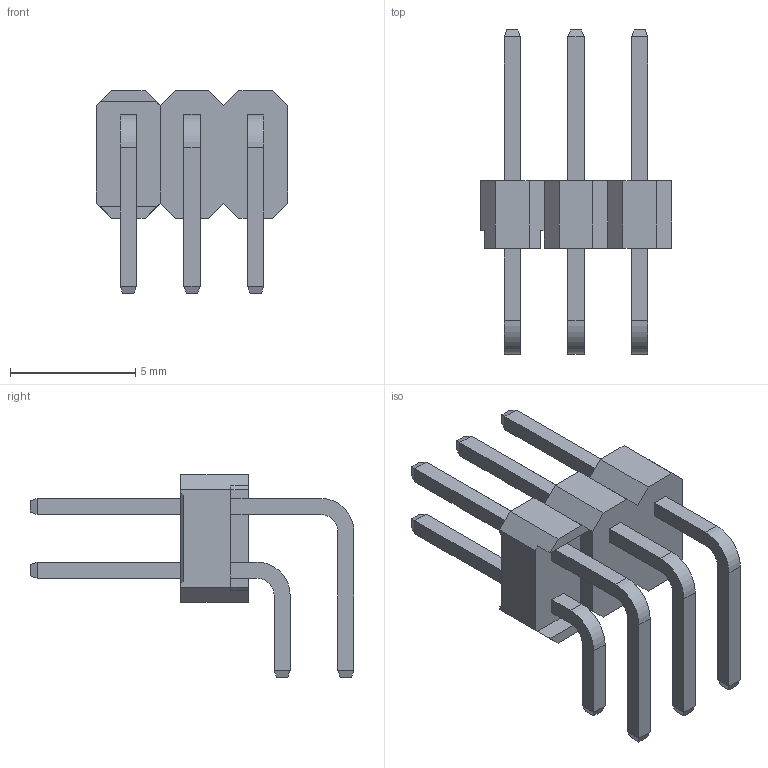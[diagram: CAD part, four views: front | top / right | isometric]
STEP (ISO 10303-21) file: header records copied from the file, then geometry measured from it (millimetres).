
FILE_DESCRIPTION(('STEP AP214'), '1');
FILE_NAME('DS1022 (PLD-RD CONNFLY)', '2019-01-13T18:20:53', ('Chugay'), (''), 'ASCON STEP Converter 1.3', 'ASCON Math Kernel', '');
FILE_SCHEMA(('AUTOMOTIVE_DESIGN { 1 0 10303 214 3 1 1}'));
Length unit declared in the file: millimetre
Bounding box: 7.62 x 12.9 x 8.08 mm (x, y, z)
Volume: 124.9 mm3; surface area: 356.9 mm2
Topology: 1 solids, 1 shells, 178 faces, 436 edges, 274 vertices
Faces by surface type: plane 166, cylinder 12
Entity records: 6552 total; most frequent: CARTESIAN_POINT 889, ORIENTED_EDGE 872, DIRECTION 818, EDGE_CURVE 436, LINE 412, VECTOR 412, VERTEX_POINT 274, AXIS2_PLACEMENT_3D 203
